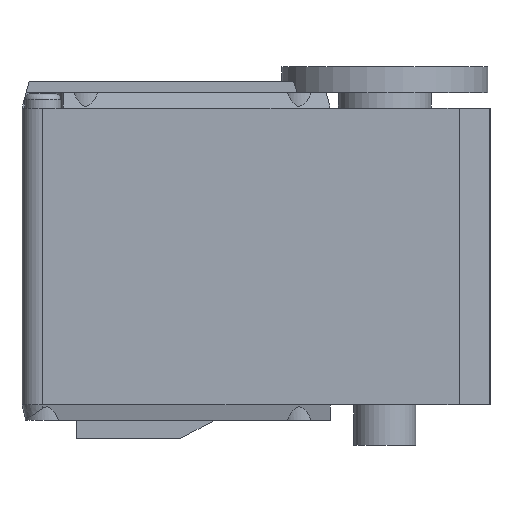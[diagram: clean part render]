
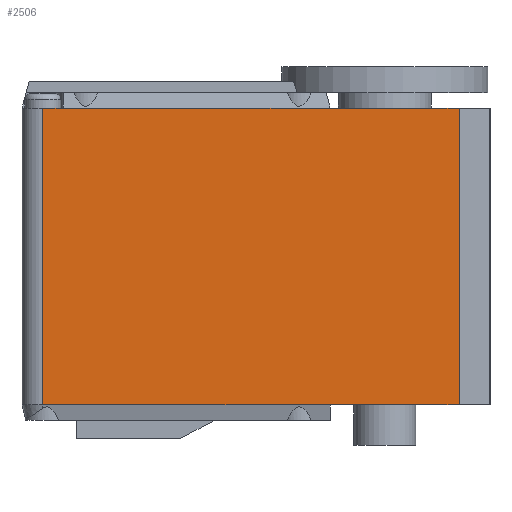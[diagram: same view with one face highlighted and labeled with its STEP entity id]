
A CAD part, front view. The second image highlights one B-rep face of the part: STEP entity #2506.
In plain terms, the highlighted planar face has unit normal (0, -1, 0).
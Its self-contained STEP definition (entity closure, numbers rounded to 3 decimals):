
#131=PLANE('',#2773);
#247=FACE_OUTER_BOUND('',#412,.T.);
#412=EDGE_LOOP('',(#1789,#1790,#1791,#1792,#1793,#1794,#1795));
#581=LINE('',#3898,#810);
#582=LINE('',#3900,#811);
#583=LINE('',#3902,#812);
#584=LINE('',#3904,#813);
#585=LINE('',#3906,#814);
#586=LINE('',#3908,#815);
#587=LINE('',#3909,#816);
#810=VECTOR('',#3127,28.8);
#811=VECTOR('',#3128,27.9);
#812=VECTOR('',#3129,12.5);
#813=VECTOR('',#3130,28.8);
#814=VECTOR('',#3131,12.5);
#815=VECTOR('',#3132,25.9);
#816=VECTOR('',#3133,2.);
#1151=VERTEX_POINT('',#3896);
#1152=VERTEX_POINT('',#3897);
#1153=VERTEX_POINT('',#3899);
#1154=VERTEX_POINT('',#3901);
#1155=VERTEX_POINT('',#3903);
#1156=VERTEX_POINT('',#3905);
#1157=VERTEX_POINT('',#3907);
#1398=EDGE_CURVE('',#1151,#1152,#581,.T.);
#1399=EDGE_CURVE('',#1152,#1153,#582,.T.);
#1400=EDGE_CURVE('',#1153,#1154,#583,.T.);
#1401=EDGE_CURVE('',#1154,#1155,#584,.T.);
#1402=EDGE_CURVE('',#1156,#1155,#585,.T.);
#1403=EDGE_CURVE('',#1156,#1157,#586,.T.);
#1404=EDGE_CURVE('',#1151,#1157,#587,.T.);
#1789=ORIENTED_EDGE('',*,*,#1398,.T.);
#1790=ORIENTED_EDGE('',*,*,#1399,.T.);
#1791=ORIENTED_EDGE('',*,*,#1400,.T.);
#1792=ORIENTED_EDGE('',*,*,#1401,.T.);
#1793=ORIENTED_EDGE('',*,*,#1402,.F.);
#1794=ORIENTED_EDGE('',*,*,#1403,.T.);
#1795=ORIENTED_EDGE('',*,*,#1404,.F.);
#2506=ADVANCED_FACE('',(#247),#131,.F.);
#2773=AXIS2_PLACEMENT_3D('',#3895,#3125,#3126);
#3125=DIRECTION('center_axis',(0.,1.,0.));
#3126=DIRECTION('ref_axis',(0.,0.,1.));
#3127=DIRECTION('',(0.,0.,-1.));
#3128=DIRECTION('',(1.,0.,0.));
#3129=DIRECTION('',(1.,0.,0.));
#3130=DIRECTION('',(0.,0.,1.));
#3131=DIRECTION('',(1.,0.,0.));
#3132=DIRECTION('',(-1.,0.,0.));
#3133=DIRECTION('',(1.,0.,0.));
#3895=CARTESIAN_POINT('Origin',(-22.7,-12.4,17.));
#3896=CARTESIAN_POINT('',(-20.7,-12.4,14.4));
#3897=CARTESIAN_POINT('',(-20.7,-12.4,-14.4));
#3898=CARTESIAN_POINT('',(-20.7,-12.4,14.4));
#3899=CARTESIAN_POINT('',(7.2,-12.4,-14.4));
#3900=CARTESIAN_POINT('',(-20.7,-12.4,-14.4));
#3901=CARTESIAN_POINT('',(19.7,-12.4,-14.4));
#3902=CARTESIAN_POINT('',(7.2,-12.4,-14.4));
#3903=CARTESIAN_POINT('',(19.7,-12.4,14.4));
#3904=CARTESIAN_POINT('',(19.7,-12.4,-14.4));
#3905=CARTESIAN_POINT('',(7.2,-12.4,14.4));
#3906=CARTESIAN_POINT('',(7.2,-12.4,14.4));
#3907=CARTESIAN_POINT('',(-18.7,-12.4,14.4));
#3908=CARTESIAN_POINT('',(7.2,-12.4,14.4));
#3909=CARTESIAN_POINT('',(-20.7,-12.4,14.4));
